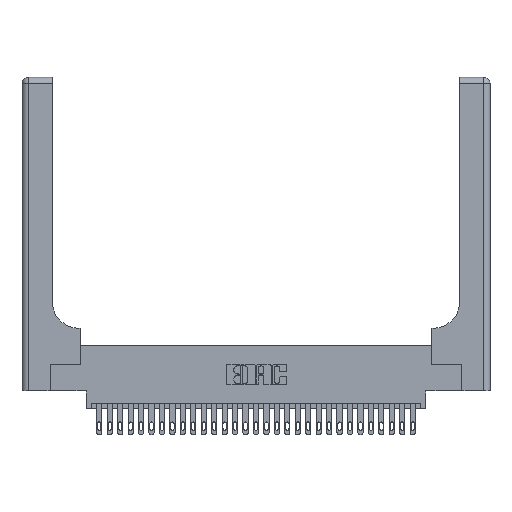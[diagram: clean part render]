
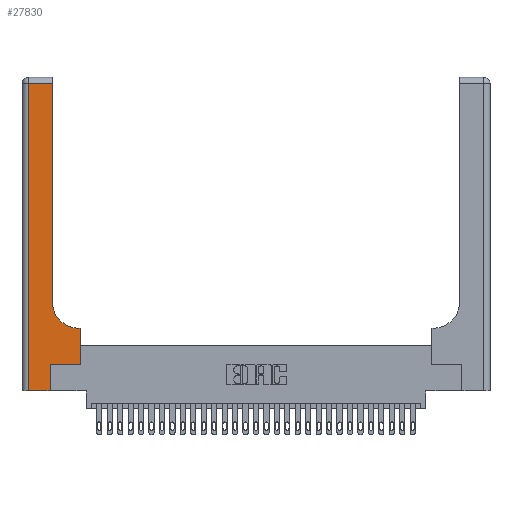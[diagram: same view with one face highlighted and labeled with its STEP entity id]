
A CAD part, top view. The second image highlights one B-rep face of the part: STEP entity #27830.
In plain terms, the highlighted planar face has unit normal (0, 0, 1).
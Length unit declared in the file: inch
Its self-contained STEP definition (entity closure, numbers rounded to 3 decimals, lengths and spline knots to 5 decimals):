
#295 = LINE ( 'NONE', #16099, #29205 ) ;
#504 = CARTESIAN_POINT ( 'NONE',  ( 0.06, 0., 0.37 ) ) ;
#1724 = VERTEX_POINT ( 'NONE', #2366 ) ;
#1748 = EDGE_CURVE ( 'NONE', #20091, #1751, #11645, .T. ) ;
#1751 = VERTEX_POINT ( 'NONE', #14441 ) ;
#2113 = ORIENTED_EDGE ( 'NONE', *, *, #1748, .T. ) ;
#2366 = CARTESIAN_POINT ( 'NONE',  ( 0.5585, 0.6, 0.37 ) ) ;
#2773 = CIRCLE ( 'NONE', #4966, 0.25 ) ;
#2910 = VERTEX_POINT ( 'NONE', #10150 ) ;
#3232 = CARTESIAN_POINT ( 'NONE',  ( 0.2915, 0.85, 0.37 ) ) ;
#3503 = DIRECTION ( 'NONE',  ( 1., 0., 0. ) ) ;
#4433 = EDGE_CURVE ( 'NONE', #1751, #20949, #20036, .T. ) ;
#4829 = CARTESIAN_POINT ( 'NONE',  ( 0.5585, 0.25, 0.37 ) ) ;
#4858 = CARTESIAN_POINT ( 'NONE',  ( 0.5415, 0.85, 0.37 ) ) ;
#4966 = AXIS2_PLACEMENT_3D ( 'NONE', #4858, #21759, #3503 ) ;
#5542 = LINE ( 'NONE', #4829, #11531 ) ;
#5664 = AXIS2_PLACEMENT_3D ( 'NONE', #14192, #9164, #28197 ) ;
#6228 = ORIENTED_EDGE ( 'NONE', *, *, #21545, .T. ) ;
#6515 = VECTOR ( 'NONE', #11855, 39.37008 ) ;
#7292 = LINE ( 'NONE', #11654, #6515 ) ;
#7295 = DIRECTION ( 'NONE',  ( 0., 1., 0. ) ) ;
#8240 = LINE ( 'NONE', #26895, #16298 ) ;
#8268 = CARTESIAN_POINT ( 'NONE',  ( 0.5585, 0.25, 0.37 ) ) ;
#8440 = FACE_OUTER_BOUND ( 'NONE', #25850, .T. ) ;
#8875 = DIRECTION ( 'NONE',  ( 0., -1., 0. ) ) ;
#9164 = DIRECTION ( 'NONE',  ( 0., 0., -1. ) ) ;
#10150 = CARTESIAN_POINT ( 'NONE',  ( 0.269, 0.25, 0.37 ) ) ;
#10510 = EDGE_CURVE ( 'NONE', #14970, #20091, #25669, .T. ) ;
#11137 = EDGE_CURVE ( 'NONE', #20949, #22796, #8240, .T. ) ;
#11260 = EDGE_CURVE ( 'NONE', #22796, #2910, #7292, .T. ) ;
#11531 = VECTOR ( 'NONE', #11844, 39.37008 ) ;
#11645 = LINE ( 'NONE', #21297, #17296 ) ;
#11654 = CARTESIAN_POINT ( 'NONE',  ( 0.269, 0., 0.37 ) ) ;
#11844 = DIRECTION ( 'NONE',  ( 0., 1., 0. ) ) ;
#11855 = DIRECTION ( 'NONE',  ( 0., 1., 0. ) ) ;
#12199 = VERTEX_POINT ( 'NONE', #8268 ) ;
#12220 = VECTOR ( 'NONE', #16980, 39.37008 ) ;
#12331 = CARTESIAN_POINT ( 'NONE',  ( 0.269, 0.25, 0.37 ) ) ;
#12398 = ORIENTED_EDGE ( 'NONE', *, *, #22924, .T. ) ;
#13664 = DIRECTION ( 'NONE',  ( -1., 0., 0. ) ) ;
#14192 = CARTESIAN_POINT ( 'NONE',  ( 0., 3., 0.37 ) ) ;
#14441 = CARTESIAN_POINT ( 'NONE',  ( 0.06, 2.94, 0.37 ) ) ;
#14713 = VECTOR ( 'NONE', #8875, 39.37008 ) ;
#14965 = ORIENTED_EDGE ( 'NONE', *, *, #11137, .T. ) ;
#14970 = VERTEX_POINT ( 'NONE', #3232 ) ;
#15270 = DIRECTION ( 'NONE',  ( 1., 0., 0. ) ) ;
#16099 = CARTESIAN_POINT ( 'NONE',  ( 0.2915, 0.6, 0.37 ) ) ;
#16298 = VECTOR ( 'NONE', #15270, 39.37008 ) ;
#16980 = DIRECTION ( 'NONE',  ( 1., 0., 0. ) ) ;
#17250 = CARTESIAN_POINT ( 'NONE',  ( 0.2915, 2.94, 0.37 ) ) ;
#17296 = VECTOR ( 'NONE', #28580, 39.37008 ) ;
#17610 = ORIENTED_EDGE ( 'NONE', *, *, #11260, .T. ) ;
#19449 = CARTESIAN_POINT ( 'NONE',  ( 0.2915, 3., 0.37 ) ) ;
#19674 = CARTESIAN_POINT ( 'NONE',  ( 0.5415, 0.6, 0.37 ) ) ;
#20036 = LINE ( 'NONE', #23231, #14713 ) ;
#20091 = VERTEX_POINT ( 'NONE', #17250 ) ;
#20440 = VERTEX_POINT ( 'NONE', #19674 ) ;
#20949 = VERTEX_POINT ( 'NONE', #504 ) ;
#21297 = CARTESIAN_POINT ( 'NONE',  ( 0., 2.94, 0.37 ) ) ;
#21344 = CARTESIAN_POINT ( 'NONE',  ( 0.269, 0., 0.37 ) ) ;
#21545 = EDGE_CURVE ( 'NONE', #12199, #1724, #5542, .T. ) ;
#21759 = DIRECTION ( 'NONE',  ( 0., 0., -1. ) ) ;
#21801 = ORIENTED_EDGE ( 'NONE', *, *, #4433, .T. ) ;
#21904 = VECTOR ( 'NONE', #7295, 39.37008 ) ;
#21977 = LINE ( 'NONE', #12331, #12220 ) ;
#22353 = EDGE_CURVE ( 'NONE', #2910, #12199, #21977, .T. ) ;
#22775 = ORIENTED_EDGE ( 'NONE', *, *, #25083, .T. ) ;
#22796 = VERTEX_POINT ( 'NONE', #21344 ) ;
#22924 = EDGE_CURVE ( 'NONE', #20440, #14970, #2773, .T. ) ;
#23231 = CARTESIAN_POINT ( 'NONE',  ( 0.06, 3., 0.37 ) ) ;
#23538 = PLANE ( 'NONE',  #5664 ) ;
#23901 = ORIENTED_EDGE ( 'NONE', *, *, #10510, .T. ) ;
#25083 = EDGE_CURVE ( 'NONE', #1724, #20440, #295, .T. ) ;
#25669 = LINE ( 'NONE', #19449, #21904 ) ;
#25850 = EDGE_LOOP ( 'NONE', ( #23901, #2113, #21801, #14965, #17610, #27576, #6228, #22775, #12398 ) ) ;
#26895 = CARTESIAN_POINT ( 'NONE',  ( 0., 0., 0.37 ) ) ;
#27576 = ORIENTED_EDGE ( 'NONE', *, *, #22353, .T. ) ;
#27830 = ADVANCED_FACE ( 'NONE', ( #8440 ), #23538, .F. ) ;
#28197 = DIRECTION ( 'NONE',  ( -1., 0., 0. ) ) ;
#28580 = DIRECTION ( 'NONE',  ( -1., 0., 0. ) ) ;
#29205 = VECTOR ( 'NONE', #13664, 39.37008 ) ;
